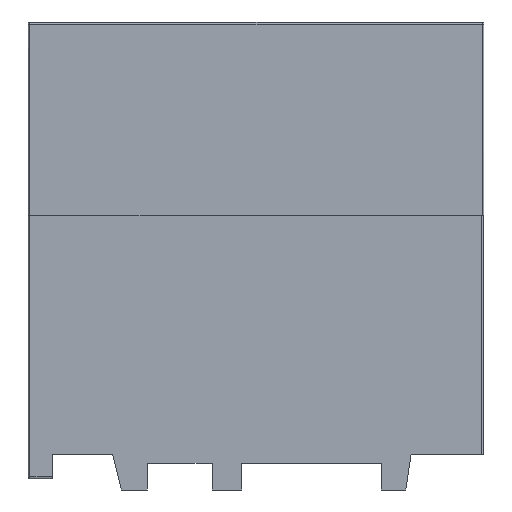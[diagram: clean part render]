
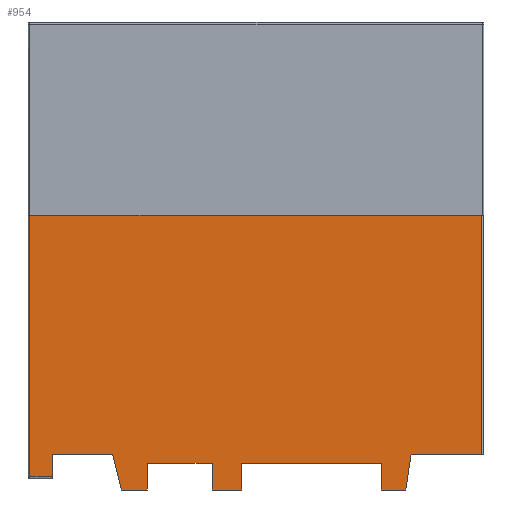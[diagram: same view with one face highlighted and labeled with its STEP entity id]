
A CAD part, left-side view. The second image highlights one B-rep face of the part: STEP entity #954.
In plain terms, the highlighted planar face has unit normal (-1, 0, 0).
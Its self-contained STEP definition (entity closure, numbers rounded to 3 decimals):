
#954=ADVANCED_FACE('',(#2629),#31351,.T.);
#2629=FACE_OUTER_BOUND('',#4337,.T.);
#4337=EDGE_LOOP('',(#7183,#7184,#7185,#7186,#7187,#7188,#7189,#7190,#7191,
#7192,#7193,#7194,#7195,#7196,#7197,#7198,#7199,#7200));
#7183=ORIENTED_EDGE('',*,*,#17433,.T.);
#7184=ORIENTED_EDGE('',*,*,#17434,.T.);
#7185=ORIENTED_EDGE('',*,*,#17432,.T.);
#7186=ORIENTED_EDGE('',*,*,#17431,.T.);
#7187=ORIENTED_EDGE('',*,*,#17419,.T.);
#7188=ORIENTED_EDGE('',*,*,#17541,.T.);
#7189=ORIENTED_EDGE('',*,*,#17420,.T.);
#7190=ORIENTED_EDGE('',*,*,#17421,.T.);
#7191=ORIENTED_EDGE('',*,*,#17422,.T.);
#7192=ORIENTED_EDGE('',*,*,#17423,.T.);
#7193=ORIENTED_EDGE('',*,*,#17424,.T.);
#7194=ORIENTED_EDGE('',*,*,#17425,.T.);
#7195=ORIENTED_EDGE('',*,*,#17426,.T.);
#7196=ORIENTED_EDGE('',*,*,#17427,.T.);
#7197=ORIENTED_EDGE('',*,*,#17428,.T.);
#7198=ORIENTED_EDGE('',*,*,#17890,.T.);
#7199=ORIENTED_EDGE('',*,*,#17429,.T.);
#7200=ORIENTED_EDGE('',*,*,#17430,.T.);
#17419=EDGE_CURVE('',#28298,#28299,#23025,.T.);
#17420=EDGE_CURVE('',#28300,#28301,#23026,.T.);
#17421=EDGE_CURVE('',#28301,#28302,#23027,.T.);
#17422=EDGE_CURVE('',#28302,#28303,#23028,.T.);
#17423=EDGE_CURVE('',#28303,#28304,#23029,.T.);
#17424=EDGE_CURVE('',#28304,#28305,#23030,.T.);
#17425=EDGE_CURVE('',#28305,#28306,#23031,.T.);
#17426=EDGE_CURVE('',#28306,#28307,#23032,.T.);
#17427=EDGE_CURVE('',#28307,#28308,#23033,.T.);
#17428=EDGE_CURVE('',#28308,#28309,#23034,.T.);
#17429=EDGE_CURVE('',#28310,#28311,#23035,.T.);
#17430=EDGE_CURVE('',#28311,#28295,#23036,.T.);
#17431=EDGE_CURVE('',#28297,#28298,#23037,.T.);
#17432=EDGE_CURVE('',#28296,#28297,#23038,.T.);
#17433=EDGE_CURVE('',#28295,#28218,#23039,.T.);
#17434=EDGE_CURVE('',#28218,#28296,#23040,.T.);
#17541=EDGE_CURVE('',#28299,#28300,#23144,.T.);
#17890=EDGE_CURVE('',#28309,#28310,#23470,.T.);
#23025=B_SPLINE_CURVE_WITH_KNOTS('',1,(#48472,#48473),.UNSPECIFIED.,.F.,
 .F.,(2,2),(0.,17.13),.UNSPECIFIED.);
#23026=B_SPLINE_CURVE_WITH_KNOTS('',1,(#48474,#48475),.UNSPECIFIED.,.F.,
 .F.,(2,2),(0.,7.42),.UNSPECIFIED.);
#23027=B_SPLINE_CURVE_WITH_KNOTS('',1,(#48476,#48477),.UNSPECIFIED.,.F.,
 .F.,(2,2),(0.,7.6),.UNSPECIFIED.);
#23028=B_SPLINE_CURVE_WITH_KNOTS('',1,(#48478,#48479),.UNSPECIFIED.,.F.,
 .F.,(2,2),(0.,18.46),.UNSPECIFIED.);
#23029=B_SPLINE_CURVE_WITH_KNOTS('',1,(#48480,#48481),.UNSPECIFIED.,.F.,
 .F.,(2,2),(0.,7.6),.UNSPECIFIED.);
#23030=B_SPLINE_CURVE_WITH_KNOTS('',1,(#48482,#48483),.UNSPECIFIED.,.F.,
 .F.,(2,2),(0.,8.4),.UNSPECIFIED.);
#23031=B_SPLINE_CURVE_WITH_KNOTS('',1,(#48484,#48485),.UNSPECIFIED.,.F.,
 .F.,(2,2),(0.,7.6),.UNSPECIFIED.);
#23032=B_SPLINE_CURVE_WITH_KNOTS('',1,(#48486,#48487),.UNSPECIFIED.,.F.,
 .F.,(2,2),(0.,39.8),.UNSPECIFIED.);
#23033=B_SPLINE_CURVE_WITH_KNOTS('',1,(#48488,#48489),.UNSPECIFIED.,.F.,
 .F.,(2,2),(0.,7.6),.UNSPECIFIED.);
#23034=B_SPLINE_CURVE_WITH_KNOTS('',1,(#48490,#48491),.UNSPECIFIED.,.F.,
 .F.,(2,2),(0.,7.),.UNSPECIFIED.);
#23035=B_SPLINE_CURVE_WITH_KNOTS('',1,(#48492,#48493),.UNSPECIFIED.,.F.,
 .F.,(2,2),(0.,20.14),.UNSPECIFIED.);
#23036=B_SPLINE_CURVE_WITH_KNOTS('',1,(#48494,#48495),.UNSPECIFIED.,.F.,
 .F.,(2,2),(0.,68.29),.UNSPECIFIED.);
#23037=B_SPLINE_CURVE_WITH_KNOTS('',1,(#48496,#48497),.UNSPECIFIED.,.F.,
 .F.,(2,2),(-6.3,0.),.UNSPECIFIED.);
#23038=B_SPLINE_CURVE_WITH_KNOTS('',1,(#48498,#48499),.UNSPECIFIED.,.F.,
 .F.,(2,2),(-6.5,0.),.UNSPECIFIED.);
#23039=B_SPLINE_CURVE_WITH_KNOTS('',1,(#48500,#48501,#48502,#48503),
 .UNSPECIFIED.,.F.,.F.,(2,1,1,2),(-0.149,0.,128.401,
128.701),.UNSPECIFIED.);
#23040=B_SPLINE_CURVE_WITH_KNOTS('',1,(#48504,#48505,#48506),
 .UNSPECIFIED.,.F.,.F.,(2,1,2),(-68.29,0.,6.3),
 .UNSPECIFIED.);
#23144=B_SPLINE_CURVE_WITH_KNOTS('',1,(#48746,#48747,#48748),
 .UNSPECIFIED.,.F.,.F.,(2,1,2),(-10.317,-0.781,0.),
 .UNSPECIFIED.);
#23470=B_SPLINE_CURVE_WITH_KNOTS('',1,(#49518,#49519),.UNSPECIFIED.,.F.,
 .F.,(2,2),(-10.122,0.),.UNSPECIFIED.);
#28218=VERTEX_POINT('',#45253);
#28295=VERTEX_POINT('',#45330);
#28296=VERTEX_POINT('',#45331);
#28297=VERTEX_POINT('',#45332);
#28298=VERTEX_POINT('',#45333);
#28299=VERTEX_POINT('',#45334);
#28300=VERTEX_POINT('',#45335);
#28301=VERTEX_POINT('',#45336);
#28302=VERTEX_POINT('',#45337);
#28303=VERTEX_POINT('',#45338);
#28304=VERTEX_POINT('',#45339);
#28305=VERTEX_POINT('',#45340);
#28306=VERTEX_POINT('',#45341);
#28307=VERTEX_POINT('',#45342);
#28308=VERTEX_POINT('',#45343);
#28309=VERTEX_POINT('',#45344);
#28310=VERTEX_POINT('',#45345);
#28311=VERTEX_POINT('',#45346);
#31351=PLANE('',#32938);
#32938=AXIS2_PLACEMENT_3D('',#41492,#34501,$);
#34501=DIRECTION('',(-1.,0.,0.));
#41492=CARTESIAN_POINT('',(38.578,484.696,-83.226));
#45253=CARTESIAN_POINT('',(38.578,471.201,-91.666));
#45330=CARTESIAN_POINT('',(38.578,342.351,-91.666));
#45331=CARTESIAN_POINT('',(38.578,471.201,-166.256));
#45332=CARTESIAN_POINT('',(38.578,464.701,-166.256));
#45333=CARTESIAN_POINT('',(38.578,464.701,-159.956));
#45334=CARTESIAN_POINT('',(38.578,447.571,-159.956));
#45335=CARTESIAN_POINT('',(38.578,445.071,-169.966));
#45336=CARTESIAN_POINT('',(38.578,437.651,-169.966));
#45337=CARTESIAN_POINT('',(38.578,437.651,-162.366));
#45338=CARTESIAN_POINT('',(38.578,419.191,-162.366));
#45339=CARTESIAN_POINT('',(38.578,419.191,-169.966));
#45340=CARTESIAN_POINT('',(38.578,410.791,-169.966));
#45341=CARTESIAN_POINT('',(38.578,410.791,-162.366));
#45342=CARTESIAN_POINT('',(38.578,370.991,-162.366));
#45343=CARTESIAN_POINT('',(38.578,370.991,-169.966));
#45344=CARTESIAN_POINT('',(38.578,363.991,-169.966));
#45345=CARTESIAN_POINT('',(38.578,362.491,-159.956));
#45346=CARTESIAN_POINT('',(38.578,342.351,-159.956));
#48472=CARTESIAN_POINT('',(38.578,464.701,-159.956));
#48473=CARTESIAN_POINT('',(38.578,447.571,-159.956));
#48474=CARTESIAN_POINT('',(38.578,445.071,-169.966));
#48475=CARTESIAN_POINT('',(38.578,437.651,-169.966));
#48476=CARTESIAN_POINT('',(38.578,437.651,-169.966));
#48477=CARTESIAN_POINT('',(38.578,437.651,-162.366));
#48478=CARTESIAN_POINT('',(38.578,437.651,-162.366));
#48479=CARTESIAN_POINT('',(38.578,419.191,-162.366));
#48480=CARTESIAN_POINT('',(38.578,419.191,-162.366));
#48481=CARTESIAN_POINT('',(38.578,419.191,-169.966));
#48482=CARTESIAN_POINT('',(38.578,419.191,-169.966));
#48483=CARTESIAN_POINT('',(38.578,410.791,-169.966));
#48484=CARTESIAN_POINT('',(38.578,410.791,-169.966));
#48485=CARTESIAN_POINT('',(38.578,410.791,-162.366));
#48486=CARTESIAN_POINT('',(38.578,410.791,-162.366));
#48487=CARTESIAN_POINT('',(38.578,370.991,-162.366));
#48488=CARTESIAN_POINT('',(38.578,370.991,-162.366));
#48489=CARTESIAN_POINT('',(38.578,370.991,-169.966));
#48490=CARTESIAN_POINT('',(38.578,370.991,-169.966));
#48491=CARTESIAN_POINT('',(38.578,363.991,-169.966));
#48492=CARTESIAN_POINT('',(38.578,362.491,-159.956));
#48493=CARTESIAN_POINT('',(38.578,342.351,-159.956));
#48494=CARTESIAN_POINT('',(38.578,342.351,-159.956));
#48495=CARTESIAN_POINT('',(38.578,342.351,-91.666));
#48496=CARTESIAN_POINT('',(38.578,464.701,-166.256));
#48497=CARTESIAN_POINT('',(38.578,464.701,-159.956));
#48498=CARTESIAN_POINT('',(38.578,471.201,-166.256));
#48499=CARTESIAN_POINT('',(38.578,464.701,-166.256));
#48500=CARTESIAN_POINT('',(38.578,342.351,-91.666));
#48501=CARTESIAN_POINT('',(38.578,342.5,-91.666));
#48502=CARTESIAN_POINT('',(38.578,470.901,-91.666));
#48503=CARTESIAN_POINT('',(38.578,471.201,-91.666));
#48504=CARTESIAN_POINT('',(38.578,471.201,-91.666));
#48505=CARTESIAN_POINT('',(38.578,471.201,-159.956));
#48506=CARTESIAN_POINT('',(38.578,471.201,-166.256));
#48746=CARTESIAN_POINT('',(38.578,447.571,-159.956));
#48747=CARTESIAN_POINT('',(38.578,445.261,-169.208));
#48748=CARTESIAN_POINT('',(38.578,445.071,-169.966));
#49518=CARTESIAN_POINT('',(38.578,363.991,-169.966));
#49519=CARTESIAN_POINT('',(38.578,362.491,-159.956));
